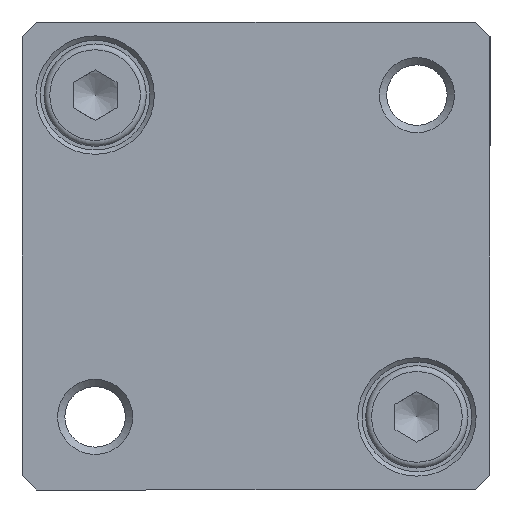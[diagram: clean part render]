
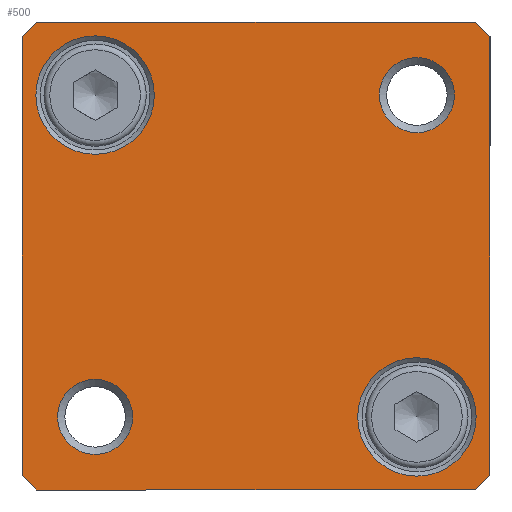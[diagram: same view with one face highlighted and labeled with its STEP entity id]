
A CAD part, front view. The second image highlights one B-rep face of the part: STEP entity #500.
In plain terms, the highlighted planar face has unit normal (0, -1, 0).
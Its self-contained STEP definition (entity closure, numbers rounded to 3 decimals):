
#385=CARTESIAN_POINT('',(0.,-6.25,0.));
#386=DIRECTION('',(0.0,1.0,0.0));
#387=DIRECTION('',(0.0,0.0,1.0));
#388=AXIS2_PLACEMENT_3D('',#385,#386,#387);
#389=PLANE('',#388);
#390=CARTESIAN_POINT('',(-15.0,-6.25,16.));
#391=VERTEX_POINT('',#390);
#392=CARTESIAN_POINT('',(15.0,-6.25,16.0));
#393=VERTEX_POINT('',#392);
#394=CARTESIAN_POINT('',(-15.0,-6.25,16.));
#395=DIRECTION('',(1.0,0.0,0.0));
#396=VECTOR('',#395,30.0);
#397=LINE('',#394,#396);
#398=EDGE_CURVE('',#391,#393,#397,.T.);
#399=ORIENTED_EDGE('',*,*,#398,.F.);
#400=CARTESIAN_POINT('',(-16.0,-6.25,15.));
#401=VERTEX_POINT('',#400);
#402=CARTESIAN_POINT('',(-16.0,-6.25,15.));
#403=DIRECTION('',(0.707,0.0,0.707));
#404=VECTOR('',#403,1.414);
#405=LINE('',#402,#404);
#406=EDGE_CURVE('',#401,#391,#405,.T.);
#407=ORIENTED_EDGE('',*,*,#406,.F.);
#408=CARTESIAN_POINT('',(-16.0,-6.25,-15.));
#409=VERTEX_POINT('',#408);
#410=CARTESIAN_POINT('',(-16.0,-6.25,-15.));
#411=DIRECTION('',(0.0,0.0,1.0));
#412=VECTOR('',#411,30.);
#413=LINE('',#410,#412);
#414=EDGE_CURVE('',#409,#401,#413,.T.);
#415=ORIENTED_EDGE('',*,*,#414,.F.);
#416=CARTESIAN_POINT('',(-15.0,-6.25,-16.));
#417=VERTEX_POINT('',#416);
#418=CARTESIAN_POINT('',(-15.,-6.25,-16.));
#419=DIRECTION('',(-0.707,0.0,0.707));
#420=VECTOR('',#419,1.414);
#421=LINE('',#418,#420);
#422=EDGE_CURVE('',#417,#409,#421,.T.);
#423=ORIENTED_EDGE('',*,*,#422,.F.);
#424=CARTESIAN_POINT('',(15.0,-6.25,-16.));
#425=VERTEX_POINT('',#424);
#426=CARTESIAN_POINT('',(15.0,-6.25,-16.0));
#427=DIRECTION('',(-1.0,0.0,0.0));
#428=VECTOR('',#427,30.0);
#429=LINE('',#426,#428);
#430=EDGE_CURVE('',#425,#417,#429,.T.);
#431=ORIENTED_EDGE('',*,*,#430,.F.);
#432=CARTESIAN_POINT('',(16.0,-6.25,-15.));
#433=VERTEX_POINT('',#432);
#434=CARTESIAN_POINT('',(16.0,-6.25,-15.));
#435=DIRECTION('',(-0.707,0.0,-0.707));
#436=VECTOR('',#435,1.414);
#437=LINE('',#434,#436);
#438=EDGE_CURVE('',#433,#425,#437,.T.);
#439=ORIENTED_EDGE('',*,*,#438,.F.);
#440=CARTESIAN_POINT('',(16.0,-6.25,15.0));
#441=VERTEX_POINT('',#440);
#442=CARTESIAN_POINT('',(16.0,-6.25,15.0));
#443=DIRECTION('',(0.0,0.0,-1.0));
#444=VECTOR('',#443,30.0);
#445=LINE('',#442,#444);
#446=EDGE_CURVE('',#441,#433,#445,.T.);
#447=ORIENTED_EDGE('',*,*,#446,.F.);
#448=CARTESIAN_POINT('',(15.,-6.25,16.));
#449=DIRECTION('',(0.707,0.0,-0.707));
#450=VECTOR('',#449,1.414);
#451=LINE('',#448,#450);
#452=EDGE_CURVE('',#393,#441,#451,.T.);
#453=ORIENTED_EDGE('',*,*,#452,.F.);
#454=EDGE_LOOP('',(#399,#407,#415,#423,#431,#439,#447,#453));
#455=FACE_OUTER_BOUND('',#454,.T.);
#456=CARTESIAN_POINT('',(15.05,-6.25,-11.0));
#457=VERTEX_POINT('',#456);
#458=CARTESIAN_POINT('',(11.0,-6.25,-11.0));
#459=DIRECTION('',(0.0,-1.0,0.0));
#460=DIRECTION('',(-1.0,0.0,0.0));
#461=AXIS2_PLACEMENT_3D('',#458,#459,#460);
#462=CIRCLE('',#461,4.05);
#463=EDGE_CURVE('',#457,#457,#462,.T.);
#464=ORIENTED_EDGE('',*,*,#463,.F.);
#465=EDGE_LOOP('',(#464));
#466=FACE_BOUND('',#465,.T.);
#467=CARTESIAN_POINT('',(13.567,-6.25,11.0));
#468=VERTEX_POINT('',#467);
#469=CARTESIAN_POINT('',(11.0,-6.25,11.0));
#470=DIRECTION('',(0.0,-1.0,0.0));
#471=DIRECTION('',(-1.0,0.0,0.0));
#472=AXIS2_PLACEMENT_3D('',#469,#470,#471);
#473=CIRCLE('',#472,2.567);
#474=EDGE_CURVE('',#468,#468,#473,.T.);
#475=ORIENTED_EDGE('',*,*,#474,.F.);
#476=EDGE_LOOP('',(#475));
#477=FACE_BOUND('',#476,.T.);
#478=CARTESIAN_POINT('',(-8.433,-6.25,-11.0));
#479=VERTEX_POINT('',#478);
#480=CARTESIAN_POINT('',(-11.0,-6.25,-11.0));
#481=DIRECTION('',(0.0,-1.0,0.0));
#482=DIRECTION('',(-1.0,0.0,0.0));
#483=AXIS2_PLACEMENT_3D('',#480,#481,#482);
#484=CIRCLE('',#483,2.567);
#485=EDGE_CURVE('',#479,#479,#484,.T.);
#486=ORIENTED_EDGE('',*,*,#485,.F.);
#487=EDGE_LOOP('',(#486));
#488=FACE_BOUND('',#487,.T.);
#489=CARTESIAN_POINT('',(-6.95,-6.25,11.0));
#490=VERTEX_POINT('',#489);
#491=CARTESIAN_POINT('',(-11.0,-6.25,11.0));
#492=DIRECTION('',(0.0,-1.0,0.0));
#493=DIRECTION('',(-1.0,0.0,0.0));
#494=AXIS2_PLACEMENT_3D('',#491,#492,#493);
#495=CIRCLE('',#494,4.05);
#496=EDGE_CURVE('',#490,#490,#495,.T.);
#497=ORIENTED_EDGE('',*,*,#496,.F.);
#498=EDGE_LOOP('',(#497));
#499=FACE_BOUND('',#498,.T.);
#500=ADVANCED_FACE('',(#455,#466,#477,#488,#499),#389,.F.);
